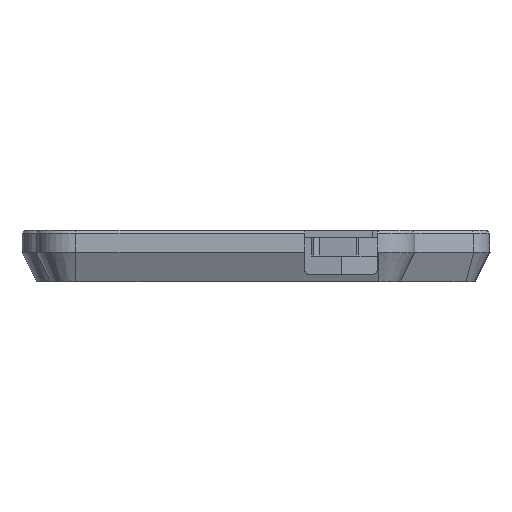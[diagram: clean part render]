
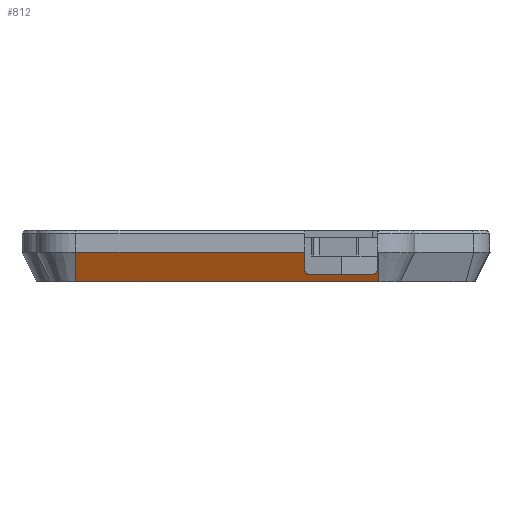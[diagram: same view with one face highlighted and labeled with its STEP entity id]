
A CAD part, left-side view. The second image highlights one B-rep face of the part: STEP entity #812.
In plain terms, the highlighted planar face has unit normal (-0.894, 0, -0.447).
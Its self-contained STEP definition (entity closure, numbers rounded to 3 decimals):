
#443 = VERTEX_POINT('',#444);
#444 = CARTESIAN_POINT('',(-212.398,51.094,-126.));
#450 = EDGE_CURVE('',#443,#451,#453,.T.);
#451 = VERTEX_POINT('',#452);
#452 = CARTESIAN_POINT('',(-212.398,68.437,-126.));
#453 = LINE('',#454,#455);
#454 = CARTESIAN_POINT('',(-212.398,125.864,-126.));
#455 = VECTOR('',#456,1.);
#456 = DIRECTION('',(0.,1.,0.));
#792 = VERTEX_POINT('',#793);
#793 = CARTESIAN_POINT('',(-213.024,69.69,-124.748));
#801 = EDGE_CURVE('',#451,#792,#802,.T.);
#802 = ELLIPSE('',#803,1.4,1.253);
#803 = AXIS2_PLACEMENT_3D('',#804,#805,#806);
#804 = CARTESIAN_POINT('',(-213.024,68.437,-124.748));
#805 = DIRECTION('',(0.894,0.,0.447));
#806 = DIRECTION('',(0.447,0.,-0.894));
#812 = ADVANCED_FACE('',(#813),#889,.T.);
#813 = FACE_BOUND('',#814,.T.);
#814 = EDGE_LOOP('',(#815,#825,#834,#842,#850,#857,#858,#859,#867,#875,
    #883));
#815 = ORIENTED_EDGE('',*,*,#816,.F.);
#816 = EDGE_CURVE('',#817,#819,#821,.T.);
#817 = VERTEX_POINT('',#818);
#818 = CARTESIAN_POINT('',(-215.398,49.489,-120.));
#819 = VERTEX_POINT('',#820);
#820 = CARTESIAN_POINT('',(-211.398,49.436,-128.));
#821 = LINE('',#822,#823);
#822 = CARTESIAN_POINT('',(-207.344,49.382,
    -136.108));
#823 = VECTOR('',#824,1.);
#824 = DIRECTION('',(0.447,-0.006,-0.894)
  );
#825 = ORIENTED_EDGE('',*,*,#826,.F.);
#826 = EDGE_CURVE('',#827,#817,#829,.T.);
#827 = VERTEX_POINT('',#828);
#828 = CARTESIAN_POINT('',(-215.398,49.489,-120.));
#829 = ELLIPSE('',#830,22.361,10.);
#830 = AXIS2_PLACEMENT_3D('',#831,#832,#833);
#831 = CARTESIAN_POINT('',(-205.398,49.489,-140.));
#832 = DIRECTION('',(0.894,0.,0.447));
#833 = DIRECTION('',(-0.447,0.,0.894));
#834 = ORIENTED_EDGE('',*,*,#835,.T.);
#835 = EDGE_CURVE('',#827,#836,#838,.T.);
#836 = VERTEX_POINT('',#837);
#837 = CARTESIAN_POINT('',(-215.398,49.841,-120.));
#838 = LINE('',#839,#840);
#839 = CARTESIAN_POINT('',(-215.398,114.561,-120.));
#840 = VECTOR('',#841,1.);
#841 = DIRECTION('',(0.,1.,0.));
#842 = ORIENTED_EDGE('',*,*,#843,.T.);
#843 = EDGE_CURVE('',#836,#844,#846,.T.);
#844 = VERTEX_POINT('',#845);
#845 = CARTESIAN_POINT('',(-213.024,49.841,-124.748));
#846 = LINE('',#847,#848);
#847 = CARTESIAN_POINT('',(-212.198,49.841,
    -126.4));
#848 = VECTOR('',#849,1.);
#849 = DIRECTION('',(0.447,0.,-0.894));
#850 = ORIENTED_EDGE('',*,*,#851,.T.);
#851 = EDGE_CURVE('',#844,#443,#852,.T.);
#852 = ELLIPSE('',#853,1.4,1.253);
#853 = AXIS2_PLACEMENT_3D('',#854,#855,#856);
#854 = CARTESIAN_POINT('',(-213.024,51.094,-124.748));
#855 = DIRECTION('',(0.894,0.,0.447));
#856 = DIRECTION('',(0.447,0.,-0.894));
#857 = ORIENTED_EDGE('',*,*,#450,.T.);
#858 = ORIENTED_EDGE('',*,*,#801,.T.);
#859 = ORIENTED_EDGE('',*,*,#860,.F.);
#860 = EDGE_CURVE('',#861,#792,#863,.T.);
#861 = VERTEX_POINT('',#862);
#862 = CARTESIAN_POINT('',(-215.398,69.69,-120.));
#863 = LINE('',#864,#865);
#864 = CARTESIAN_POINT('',(-215.398,69.69,
    -120.));
#865 = VECTOR('',#866,1.);
#866 = DIRECTION('',(0.447,0.,-0.894));
#867 = ORIENTED_EDGE('',*,*,#868,.T.);
#868 = EDGE_CURVE('',#861,#869,#871,.T.);
#869 = VERTEX_POINT('',#870);
#870 = CARTESIAN_POINT('',(-215.398,132.367,-120.));
#871 = LINE('',#872,#873);
#872 = CARTESIAN_POINT('',(-215.398,114.561,-120.));
#873 = VECTOR('',#874,1.);
#874 = DIRECTION('',(0.,1.,0.));
#875 = ORIENTED_EDGE('',*,*,#876,.T.);
#876 = EDGE_CURVE('',#869,#877,#879,.T.);
#877 = VERTEX_POINT('',#878);
#878 = CARTESIAN_POINT('',(-211.398,132.367,-128.));
#879 = LINE('',#880,#881);
#880 = CARTESIAN_POINT('',(-215.398,132.367,-120.));
#881 = VECTOR('',#882,1.);
#882 = DIRECTION('',(0.447,0.,-0.894));
#883 = ORIENTED_EDGE('',*,*,#884,.T.);
#884 = EDGE_CURVE('',#877,#819,#885,.T.);
#885 = LINE('',#886,#887);
#886 = CARTESIAN_POINT('',(-211.398,114.561,-128.));
#887 = VECTOR('',#888,1.);
#888 = DIRECTION('',(0.,-1.,0.));
#889 = PLANE('',#890);
#890 = AXIS2_PLACEMENT_3D('',#891,#892,#893);
#891 = CARTESIAN_POINT('',(-213.398,114.561,-124.));
#892 = DIRECTION('',(-0.894,0.,-0.447));
#893 = DIRECTION('',(-0.447,0.,0.894));
